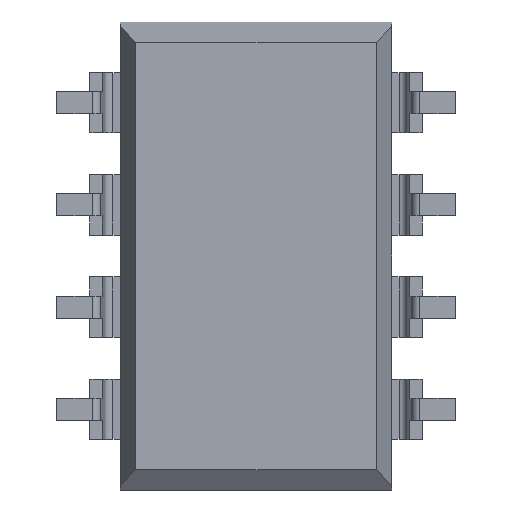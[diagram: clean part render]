
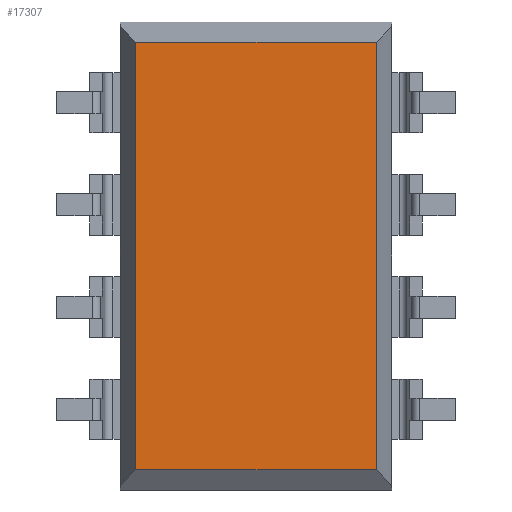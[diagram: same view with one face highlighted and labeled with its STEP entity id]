
A CAD part, front view. The second image highlights one B-rep face of the part: STEP entity #17307.
In plain terms, the highlighted planar face has unit normal (0, -1, 0).
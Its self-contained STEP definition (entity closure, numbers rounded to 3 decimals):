
#2037 = EDGE_CURVE ( 'NONE', #4795, #4801, #16154, .T. ) ;
#2175 = EDGE_CURVE ( 'NONE', #4918, #4647, #16606, .T. ) ;
#2249 = EDGE_CURVE ( 'NONE', #4795, #4918, #16223, .T. ) ;
#2510 = EDGE_CURVE ( 'NONE', #4647, #4801, #5686, .T. ) ;
#2792 = VECTOR ( 'NONE', #14819, 1000. ) ;
#3276 = FACE_OUTER_BOUND ( 'NONE', #11023, .T. ) ;
#3964 = VECTOR ( 'NONE', #9330, 1000. ) ;
#4647 = VERTEX_POINT ( 'NONE', #12243 ) ;
#4795 = VERTEX_POINT ( 'NONE', #12360 ) ;
#4801 = VERTEX_POINT ( 'NONE', #12366 ) ;
#4918 = VERTEX_POINT ( 'NONE', #12461 ) ;
#5686 = LINE ( 'NONE', #9329, #3964 ) ;
#8675 = VECTOR ( 'NONE', #12910, 1000. ) ;
#9329 = CARTESIAN_POINT ( 'NONE',  ( -2.99, -3.77, 0.5 ) ) ;
#9330 = DIRECTION ( 'NONE',  ( 1., 0., 0. ) ) ;
#11023 = EDGE_LOOP ( 'NONE', ( #11055, #11057, #11056, #11058 ) ) ;
#11055 = ORIENTED_EDGE ( 'NONE', *, *, #2037, .F. ) ;
#11056 = ORIENTED_EDGE ( 'NONE', *, *, #2175, .T. ) ;
#11057 = ORIENTED_EDGE ( 'NONE', *, *, #2249, .T. ) ;
#11058 = ORIENTED_EDGE ( 'NONE', *, *, #2510, .T. ) ;
#12243 = CARTESIAN_POINT ( 'NONE',  ( -2.99, -3.77, 0.5 ) ) ;
#12360 = CARTESIAN_POINT ( 'NONE',  ( 2.99, -3.77, 11.13 ) ) ;
#12366 = CARTESIAN_POINT ( 'NONE',  ( 2.99, -3.77, 0.5 ) ) ;
#12461 = CARTESIAN_POINT ( 'NONE',  ( -2.99, -3.77, 11.13 ) ) ;
#12909 = CARTESIAN_POINT ( 'NONE',  ( 2.99, -3.77, 11.63 ) ) ;
#12910 = DIRECTION ( 'NONE',  ( 0., 0., -1. ) ) ;
#13810 = AXIS2_PLACEMENT_3D ( 'NONE', #18282, #18283, #18284 ) ;
#14818 = CARTESIAN_POINT ( 'NONE',  ( -2.99, -3.77, 11.13 ) ) ;
#14819 = DIRECTION ( 'NONE',  ( -1., 0., 0. ) ) ;
#15215 = CARTESIAN_POINT ( 'NONE',  ( -2.99, -3.77, 11.63 ) ) ;
#15216 = DIRECTION ( 'NONE',  ( 0., 0., -1. ) ) ;
#15374 = VECTOR ( 'NONE', #15216, 1000. ) ;
#16154 = LINE ( 'NONE', #12909, #8675 ) ;
#16223 = LINE ( 'NONE', #14818, #2792 ) ;
#16606 = LINE ( 'NONE', #15215, #15374 ) ;
#17307 = ADVANCED_FACE ( 'NONE', ( #3276 ), #18281, .F. ) ;
#18281 = PLANE ( 'NONE',  #13810 ) ;
#18282 = CARTESIAN_POINT ( 'NONE',  ( -2.99, -3.77, 11.63 ) ) ;
#18283 = DIRECTION ( 'NONE',  ( 0., 1., 0. ) ) ;
#18284 = DIRECTION ( 'NONE',  ( -1., 0., 0. ) ) ;
